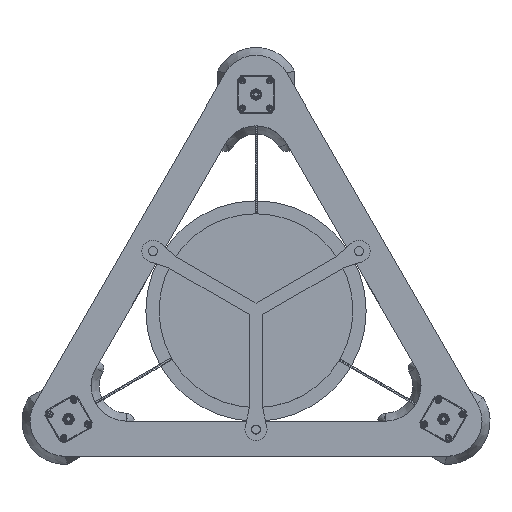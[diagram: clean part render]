
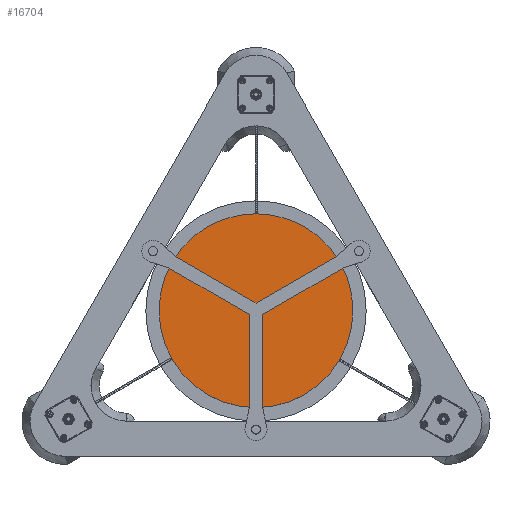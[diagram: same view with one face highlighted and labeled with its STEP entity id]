
A CAD part, top view. The second image highlights one B-rep face of the part: STEP entity #16704.
In plain terms, the highlighted planar face has unit normal (0, 0, 1).
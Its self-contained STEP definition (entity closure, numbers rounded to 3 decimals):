
#1163=PLANE('',#18404);
#2094=FACE_OUTER_BOUND('',#3118,.T.);
#3118=EDGE_LOOP('',(#15519));
#7159=CIRCLE('',#18402,110.);
#8634=VERTEX_POINT('',#29437);
#10934=EDGE_CURVE('',#8634,#8634,#7159,.T.);
#15519=ORIENTED_EDGE('',*,*,#10934,.T.);
#16704=ADVANCED_FACE('',(#2094),#1163,.T.);
#18402=AXIS2_PLACEMENT_3D('',#29438,#23062,#23063);
#18404=AXIS2_PLACEMENT_3D('',#29442,#23067,#23068);
#23062=DIRECTION('center_axis',(0.,0.,1.));
#23063=DIRECTION('ref_axis',(1.,0.,0.));
#23067=DIRECTION('center_axis',(0.,0.,1.));
#23068=DIRECTION('ref_axis',(1.,0.,0.));
#29437=CARTESIAN_POINT('',(-110.,0.,5.));
#29438=CARTESIAN_POINT('Origin',(0.,0.,5.));
#29442=CARTESIAN_POINT('Origin',(0.,0.,5.));
